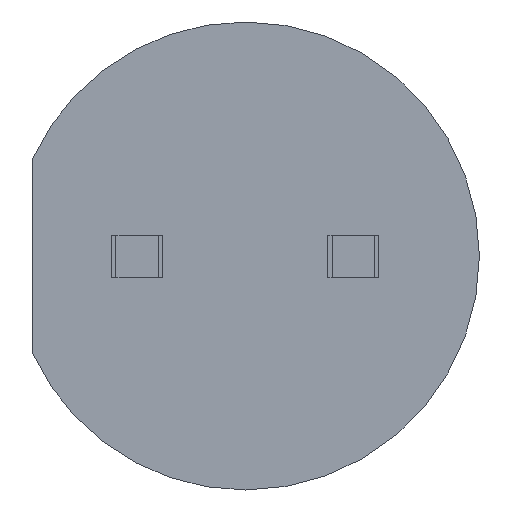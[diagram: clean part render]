
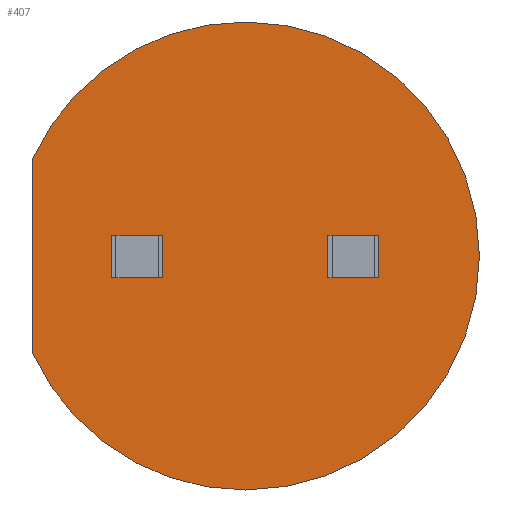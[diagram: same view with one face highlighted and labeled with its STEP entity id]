
A CAD part, front view. The second image highlights one B-rep face of the part: STEP entity #407.
In plain terms, the highlighted planar face has unit normal (0, -1, 0).
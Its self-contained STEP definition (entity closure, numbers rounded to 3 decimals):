
#44 = DIRECTION ( 'NONE',  ( 0., 0., -1. ) ) ;
#61 = AXIS2_PLACEMENT_3D ( 'NONE', #658, #988, #457 ) ;
#105 = CIRCLE ( 'NONE', #653, 2.75 ) ;
#132 = CARTESIAN_POINT ( 'NONE',  ( 0.001, 3.54, 2.755 ) ) ;
#221 = DIRECTION ( 'NONE',  ( 0., 0., 1. ) ) ;
#340 = CIRCLE ( 'NONE', #1129, 2.75 ) ;
#370 = DIRECTION ( 'NONE',  ( 0., 0., -1. ) ) ;
#376 = EDGE_CURVE ( 'NONE', #754, #880, #105, .T. ) ;
#379 = EDGE_LOOP ( 'NONE', ( #798, #525, #618, #1177 ) ) ;
#407 = ADVANCED_FACE ( 'NONE', ( #1176 ), #966, .T. ) ;
#432 = CIRCLE ( 'NONE', #1290, 2.75 ) ;
#457 = DIRECTION ( 'NONE',  ( 0., 0., -1. ) ) ;
#462 = EDGE_CURVE ( 'NONE', #866, #784, #340, .T. ) ;
#510 = EDGE_CURVE ( 'NONE', #880, #866, #432, .T. ) ;
#525 = ORIENTED_EDGE ( 'NONE', *, *, #693, .F. ) ;
#561 = VECTOR ( 'NONE', #221, 1000. ) ;
#565 = CARTESIAN_POINT ( 'NONE',  ( -2.499, 3.54, -1.141 ) ) ;
#577 = CARTESIAN_POINT ( 'NONE',  ( 0.001, 3.54, 0.005 ) ) ;
#618 = ORIENTED_EDGE ( 'NONE', *, *, #462, .F. ) ;
#637 = LINE ( 'NONE', #1054, #561 ) ;
#653 = AXIS2_PLACEMENT_3D ( 'NONE', #577, #787, #370 ) ;
#656 = CARTESIAN_POINT ( 'NONE',  ( 0.001, 3.54, -2.745 ) ) ;
#658 = CARTESIAN_POINT ( 'NONE',  ( -2.499, 3.54, 1.151 ) ) ;
#693 = EDGE_CURVE ( 'NONE', #784, #754, #637, .T. ) ;
#709 = DIRECTION ( 'NONE',  ( 0., 1., 0. ) ) ;
#754 = VERTEX_POINT ( 'NONE', #1284 ) ;
#784 = VERTEX_POINT ( 'NONE', #565 ) ;
#787 = DIRECTION ( 'NONE',  ( 0., 1., 0. ) ) ;
#798 = ORIENTED_EDGE ( 'NONE', *, *, #376, .F. ) ;
#866 = VERTEX_POINT ( 'NONE', #656 ) ;
#880 = VERTEX_POINT ( 'NONE', #132 ) ;
#966 = PLANE ( 'NONE',  #61 ) ;
#988 = DIRECTION ( 'NONE',  ( 0., -1., 0. ) ) ;
#1054 = CARTESIAN_POINT ( 'NONE',  ( -2.499, 3.54, -2.012 ) ) ;
#1073 = CARTESIAN_POINT ( 'NONE',  ( 0.001, 3.54, 0.005 ) ) ;
#1079 = DIRECTION ( 'NONE',  ( 0., 1., 0. ) ) ;
#1129 = AXIS2_PLACEMENT_3D ( 'NONE', #1073, #1079, #44 ) ;
#1176 = FACE_OUTER_BOUND ( 'NONE', #379, .T. ) ;
#1177 = ORIENTED_EDGE ( 'NONE', *, *, #510, .F. ) ;
#1216 = DIRECTION ( 'NONE',  ( 0., 0., -1. ) ) ;
#1284 = CARTESIAN_POINT ( 'NONE',  ( -2.499, 3.54, 1.151 ) ) ;
#1290 = AXIS2_PLACEMENT_3D ( 'NONE', #1305, #709, #1216 ) ;
#1305 = CARTESIAN_POINT ( 'NONE',  ( 0.001, 3.54, 0.005 ) ) ;
